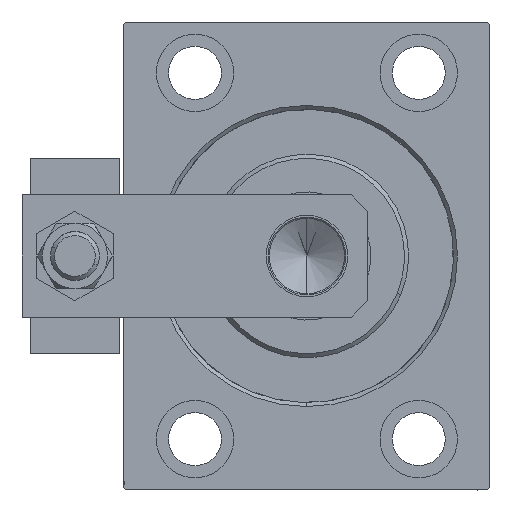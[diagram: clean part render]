
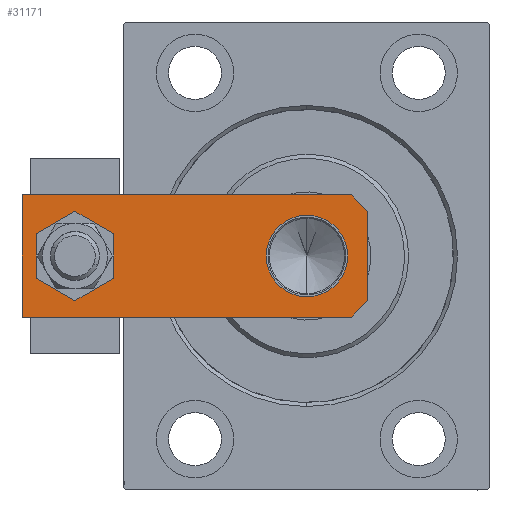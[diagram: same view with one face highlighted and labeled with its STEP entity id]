
A CAD part, left-side view. The second image highlights one B-rep face of the part: STEP entity #31171.
In plain terms, the highlighted face is planar.
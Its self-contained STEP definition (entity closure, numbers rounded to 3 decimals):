
#209 = LINE ( 'NONE', #31959, #39831 ) ;
#592 = LINE ( 'NONE', #8098, #12929 ) ;
#642 = CIRCLE ( 'NONE', #14663, 7. ) ;
#796 = EDGE_CURVE ( 'NONE', #33977, #40674, #30140, .T. ) ;
#1279 = DIRECTION ( 'NONE',  ( 1., 0., 0. ) ) ;
#1442 = ORIENTED_EDGE ( 'NONE', *, *, #39057, .F. ) ;
#2507 = EDGE_CURVE ( 'NONE', #3019, #42787, #592, .T. ) ;
#3019 = VERTEX_POINT ( 'NONE', #38471 ) ;
#3027 = VERTEX_POINT ( 'NONE', #50828 ) ;
#3103 = DIRECTION ( 'NONE',  ( 0., 0., 1. ) ) ;
#3398 = LINE ( 'NONE', #35121, #16955 ) ;
#3800 = ORIENTED_EDGE ( 'NONE', *, *, #25194, .T. ) ;
#4571 = ORIENTED_EDGE ( 'NONE', *, *, #7988, .T. ) ;
#6167 = DIRECTION ( 'NONE',  ( 1., 0., 0. ) ) ;
#6987 = CARTESIAN_POINT ( 'NONE',  ( 0., 72., 8. ) ) ;
#7178 = ORIENTED_EDGE ( 'NONE', *, *, #32860, .F. ) ;
#7452 = DIRECTION ( 'NONE',  ( 1., 0., 0. ) ) ;
#7778 = LINE ( 'NONE', #43370, #49987 ) ;
#7976 = ORIENTED_EDGE ( 'NONE', *, *, #38182, .T. ) ;
#7988 = EDGE_CURVE ( 'NONE', #42787, #47432, #14046, .T. ) ;
#8098 = CARTESIAN_POINT ( 'NONE',  ( 15., 0., 8. ) ) ;
#9580 = FACE_BOUND ( 'NONE', #49064, .T. ) ;
#10047 = CARTESIAN_POINT ( 'NONE',  ( -15., 0., 8. ) ) ;
#10249 = ORIENTED_EDGE ( 'NONE', *, *, #796, .F. ) ;
#10406 = EDGE_LOOP ( 'NONE', ( #1442, #39368 ) ) ;
#10949 = ORIENTED_EDGE ( 'NONE', *, *, #2507, .T. ) ;
#12483 = DIRECTION ( 'NONE',  ( 0., 1., 0. ) ) ;
#12713 = AXIS2_PLACEMENT_3D ( 'NONE', #6987, #3103, #22218 ) ;
#12838 = ORIENTED_EDGE ( 'NONE', *, *, #43126, .T. ) ;
#12929 = VECTOR ( 'NONE', #12483, 1000. ) ;
#13015 = EDGE_LOOP ( 'NONE', ( #12838, #7976, #3800, #23920, #10949, #4571 ) ) ;
#13451 = FACE_BOUND ( 'NONE', #10406, .T. ) ;
#14046 = LINE ( 'NONE', #41631, #22991 ) ;
#14349 = DIRECTION ( 'NONE',  ( 0., 0., 1. ) ) ;
#14663 = AXIS2_PLACEMENT_3D ( 'NONE', #38655, #15693, #7452 ) ;
#15228 = DIRECTION ( 'NONE',  ( 0.707, -0.707, 0. ) ) ;
#15693 = DIRECTION ( 'NONE',  ( 0., 0., 1. ) ) ;
#15957 = CARTESIAN_POINT ( 'NONE',  ( 10., 15., 8. ) ) ;
#16955 = VECTOR ( 'NONE', #23042, 1000. ) ;
#18843 = VERTEX_POINT ( 'NONE', #34299 ) ;
#21176 = DIRECTION ( 'NONE',  ( 0., 0., 1. ) ) ;
#21766 = AXIS2_PLACEMENT_3D ( 'NONE', #41049, #37163, #45170 ) ;
#22218 = DIRECTION ( 'NONE',  ( 1., 0., 0. ) ) ;
#22991 = VECTOR ( 'NONE', #45757, 1000. ) ;
#23042 = DIRECTION ( 'NONE',  ( 0., -1., 0. ) ) ;
#23499 = CIRCLE ( 'NONE', #44079, 10. ) ;
#23920 = ORIENTED_EDGE ( 'NONE', *, *, #46653, .T. ) ;
#25194 = EDGE_CURVE ( 'NONE', #50751, #18843, #49245, .T. ) ;
#25324 = PLANE ( 'NONE',  #21766 ) ;
#25954 = DIRECTION ( 'NONE',  ( 1., 0., 0. ) ) ;
#26690 = VERTEX_POINT ( 'NONE', #36246 ) ;
#29175 = FACE_OUTER_BOUND ( 'NONE', #13015, .T. ) ;
#29816 = CARTESIAN_POINT ( 'NONE',  ( 0., 15., 8. ) ) ;
#30140 = CIRCLE ( 'NONE', #39194, 10. ) ;
#30812 = CARTESIAN_POINT ( 'NONE',  ( 15., 85., 8. ) ) ;
#31171 = ADVANCED_FACE ( 'NONE', ( #13451, #29175, #9580 ), #25324, .T. ) ;
#31959 = CARTESIAN_POINT ( 'NONE',  ( -5.5, -5.5, 8. ) ) ;
#32571 = CARTESIAN_POINT ( 'NONE',  ( -15., 4., 8. ) ) ;
#32860 = EDGE_CURVE ( 'NONE', #40674, #33977, #23499, .T. ) ;
#33977 = VERTEX_POINT ( 'NONE', #15957 ) ;
#34299 = CARTESIAN_POINT ( 'NONE',  ( 11., 0., 8. ) ) ;
#35121 = CARTESIAN_POINT ( 'NONE',  ( -15., 85., 8. ) ) ;
#35203 = CARTESIAN_POINT ( 'NONE',  ( -15., 85., 8. ) ) ;
#36246 = CARTESIAN_POINT ( 'NONE',  ( 7., 72., 8. ) ) ;
#36951 = CARTESIAN_POINT ( 'NONE',  ( -10., 15., 8. ) ) ;
#37163 = DIRECTION ( 'NONE',  ( 0., 0., 1. ) ) ;
#38182 = EDGE_CURVE ( 'NONE', #49853, #50751, #209, .T. ) ;
#38471 = CARTESIAN_POINT ( 'NONE',  ( 15., 4., 8. ) ) ;
#38655 = CARTESIAN_POINT ( 'NONE',  ( 0., 72., 8. ) ) ;
#39057 = EDGE_CURVE ( 'NONE', #3027, #26690, #40730, .T. ) ;
#39194 = AXIS2_PLACEMENT_3D ( 'NONE', #45383, #21176, #1279 ) ;
#39368 = ORIENTED_EDGE ( 'NONE', *, *, #49102, .F. ) ;
#39831 = VECTOR ( 'NONE', #15228, 1000. ) ;
#40674 = VERTEX_POINT ( 'NONE', #36951 ) ;
#40730 = CIRCLE ( 'NONE', #12713, 7. ) ;
#41049 = CARTESIAN_POINT ( 'NONE',  ( 0., 0., 8. ) ) ;
#41631 = CARTESIAN_POINT ( 'NONE',  ( 15., 85., 8. ) ) ;
#41660 = CARTESIAN_POINT ( 'NONE',  ( -11., 0., 8. ) ) ;
#42787 = VERTEX_POINT ( 'NONE', #30812 ) ;
#43126 = EDGE_CURVE ( 'NONE', #47432, #49853, #3398, .T. ) ;
#43370 = CARTESIAN_POINT ( 'NONE',  ( 5.5, -5.5, 8. ) ) ;
#43882 = DIRECTION ( 'NONE',  ( 0.707, 0.707, 0. ) ) ;
#44079 = AXIS2_PLACEMENT_3D ( 'NONE', #29816, #14349, #25954 ) ;
#45170 = DIRECTION ( 'NONE',  ( 1., 0., 0. ) ) ;
#45383 = CARTESIAN_POINT ( 'NONE',  ( 0., 15., 8. ) ) ;
#45757 = DIRECTION ( 'NONE',  ( -1., 0., 0. ) ) ;
#46653 = EDGE_CURVE ( 'NONE', #18843, #3019, #7778, .T. ) ;
#47432 = VERTEX_POINT ( 'NONE', #35203 ) ;
#49064 = EDGE_LOOP ( 'NONE', ( #7178, #10249 ) ) ;
#49102 = EDGE_CURVE ( 'NONE', #26690, #3027, #642, .T. ) ;
#49245 = LINE ( 'NONE', #10047, #50688 ) ;
#49853 = VERTEX_POINT ( 'NONE', #32571 ) ;
#49987 = VECTOR ( 'NONE', #43882, 1000. ) ;
#50688 = VECTOR ( 'NONE', #6167, 1000. ) ;
#50751 = VERTEX_POINT ( 'NONE', #41660 ) ;
#50828 = CARTESIAN_POINT ( 'NONE',  ( -7., 72., 8. ) ) ;
